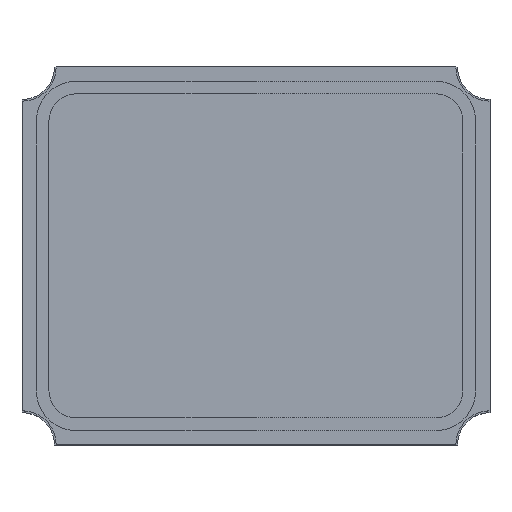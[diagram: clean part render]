
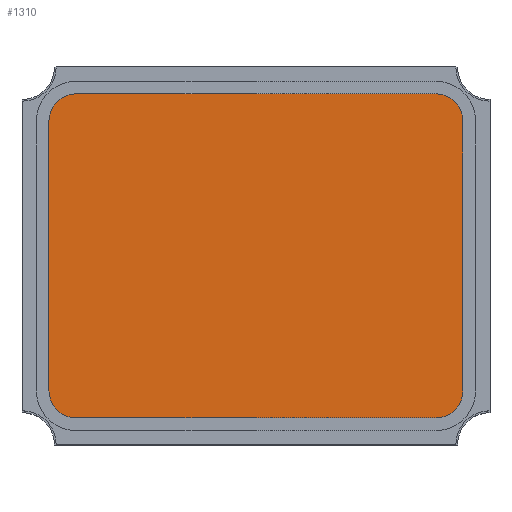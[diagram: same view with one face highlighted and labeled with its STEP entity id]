
A CAD part, top view. The second image highlights one B-rep face of the part: STEP entity #1310.
In plain terms, the highlighted planar face has unit normal (0, 0, 1).
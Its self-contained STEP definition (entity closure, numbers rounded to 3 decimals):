
#43 = VECTOR ( 'NONE', #898, 1000. ) ;
#47 = AXIS2_PLACEMENT_3D ( 'NONE', #136, #408, #724 ) ;
#99 = CARTESIAN_POINT ( 'NONE',  ( 1., 0.75, 0.55 ) ) ;
#107 = CARTESIAN_POINT ( 'NONE',  ( 1.15, -0.75, 0.55 ) ) ;
#136 = CARTESIAN_POINT ( 'NONE',  ( -1., 0.75, 0.55 ) ) ;
#154 = VERTEX_POINT ( 'NONE', #758 ) ;
#155 = ORIENTED_EDGE ( 'NONE', *, *, #161, .T. ) ;
#161 = EDGE_CURVE ( 'NONE', #1546, #1016, #1082, .T. ) ;
#178 = EDGE_CURVE ( 'NONE', #1016, #154, #714, .T. ) ;
#181 = CARTESIAN_POINT ( 'NONE',  ( 1.15, 0.75, 0.55 ) ) ;
#203 = VECTOR ( 'NONE', #592, 1000. ) ;
#213 = CARTESIAN_POINT ( 'NONE',  ( 0., 0., 0.55 ) ) ;
#247 = DIRECTION ( 'NONE',  ( 1., 0., 0. ) ) ;
#251 = EDGE_CURVE ( 'NONE', #423, #1546, #857, .T. ) ;
#280 = CARTESIAN_POINT ( 'NONE',  ( -1., -0.9, 0.55 ) ) ;
#305 = DIRECTION ( 'NONE',  ( 1., 0., 0. ) ) ;
#330 = CARTESIAN_POINT ( 'NONE',  ( 1., -0.9, 0.55 ) ) ;
#333 = DIRECTION ( 'NONE',  ( 0., 0., 1. ) ) ;
#338 = CIRCLE ( 'NONE', #47, 0.15 ) ;
#356 = EDGE_CURVE ( 'NONE', #415, #1340, #945, .T. ) ;
#377 = LINE ( 'NONE', #280, #475 ) ;
#408 = DIRECTION ( 'NONE',  ( 0., 0., 1. ) ) ;
#415 = VERTEX_POINT ( 'NONE', #962 ) ;
#423 = VERTEX_POINT ( 'NONE', #107 ) ;
#446 = CARTESIAN_POINT ( 'NONE',  ( -1., -0.9, 0.55 ) ) ;
#469 = ORIENTED_EDGE ( 'NONE', *, *, #1258, .T. ) ;
#474 = CARTESIAN_POINT ( 'NONE',  ( 1., 0.9, 0.55 ) ) ;
#475 = VECTOR ( 'NONE', #305, 1000. ) ;
#546 = AXIS2_PLACEMENT_3D ( 'NONE', #1561, #1331, #247 ) ;
#592 = DIRECTION ( 'NONE',  ( -1., 0., 0. ) ) ;
#633 = AXIS2_PLACEMENT_3D ( 'NONE', #1548, #333, #930 ) ;
#639 = AXIS2_PLACEMENT_3D ( 'NONE', #99, #1196, #1094 ) ;
#640 = ORIENTED_EDGE ( 'NONE', *, *, #178, .T. ) ;
#662 = ORIENTED_EDGE ( 'NONE', *, *, #251, .T. ) ;
#714 = LINE ( 'NONE', #1544, #203 ) ;
#724 = DIRECTION ( 'NONE',  ( -1., 0., 0. ) ) ;
#725 = EDGE_CURVE ( 'NONE', #154, #415, #338, .T. ) ;
#737 = ORIENTED_EDGE ( 'NONE', *, *, #1411, .T. ) ;
#758 = CARTESIAN_POINT ( 'NONE',  ( -1., 0.9, 0.55 ) ) ;
#811 = VECTOR ( 'NONE', #1444, 1000. ) ;
#857 = LINE ( 'NONE', #1015, #43 ) ;
#898 = DIRECTION ( 'NONE',  ( 0., 1., 0. ) ) ;
#921 = CIRCLE ( 'NONE', #546, 0.15 ) ;
#928 = CIRCLE ( 'NONE', #633, 0.15 ) ;
#930 = DIRECTION ( 'NONE',  ( -1., 0., 0. ) ) ;
#945 = LINE ( 'NONE', #1304, #811 ) ;
#962 = CARTESIAN_POINT ( 'NONE',  ( -1.15, 0.75, 0.55 ) ) ;
#981 = FACE_OUTER_BOUND ( 'NONE', #1123, .T. ) ;
#1003 = VERTEX_POINT ( 'NONE', #330 ) ;
#1015 = CARTESIAN_POINT ( 'NONE',  ( 1.15, -0.75, 0.55 ) ) ;
#1016 = VERTEX_POINT ( 'NONE', #474 ) ;
#1082 = CIRCLE ( 'NONE', #639, 0.15 ) ;
#1094 = DIRECTION ( 'NONE',  ( -1., 0., 0. ) ) ;
#1123 = EDGE_LOOP ( 'NONE', ( #1441, #469, #662, #155, #640, #1527, #1393, #737 ) ) ;
#1185 = PLANE ( 'NONE',  #1324 ) ;
#1196 = DIRECTION ( 'NONE',  ( 0., 0., 1. ) ) ;
#1200 = DIRECTION ( 'NONE',  ( 0., 0., 1. ) ) ;
#1258 = EDGE_CURVE ( 'NONE', #1003, #423, #921, .T. ) ;
#1304 = CARTESIAN_POINT ( 'NONE',  ( -1.15, -0.75, 0.55 ) ) ;
#1310 = ADVANCED_FACE ( 'NONE', ( #981 ), #1185, .T. ) ;
#1324 = AXIS2_PLACEMENT_3D ( 'NONE', #213, #1200, #1572 ) ;
#1331 = DIRECTION ( 'NONE',  ( 0., 0., 1. ) ) ;
#1340 = VERTEX_POINT ( 'NONE', #1456 ) ;
#1393 = ORIENTED_EDGE ( 'NONE', *, *, #356, .T. ) ;
#1411 = EDGE_CURVE ( 'NONE', #1340, #1438, #928, .T. ) ;
#1438 = VERTEX_POINT ( 'NONE', #446 ) ;
#1441 = ORIENTED_EDGE ( 'NONE', *, *, #1443, .T. ) ;
#1443 = EDGE_CURVE ( 'NONE', #1438, #1003, #377, .T. ) ;
#1444 = DIRECTION ( 'NONE',  ( 0., -1., 0. ) ) ;
#1456 = CARTESIAN_POINT ( 'NONE',  ( -1.15, -0.75, 0.55 ) ) ;
#1527 = ORIENTED_EDGE ( 'NONE', *, *, #725, .T. ) ;
#1544 = CARTESIAN_POINT ( 'NONE',  ( -1., 0.9, 0.55 ) ) ;
#1546 = VERTEX_POINT ( 'NONE', #181 ) ;
#1548 = CARTESIAN_POINT ( 'NONE',  ( -1., -0.75, 0.55 ) ) ;
#1561 = CARTESIAN_POINT ( 'NONE',  ( 1., -0.75, 0.55 ) ) ;
#1572 = DIRECTION ( 'NONE',  ( 1., 0., 0. ) ) ;
